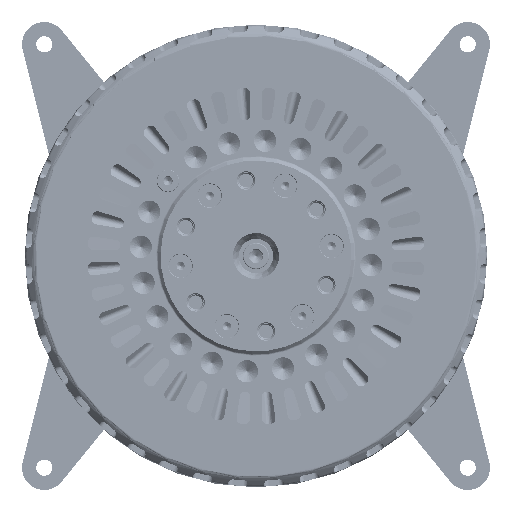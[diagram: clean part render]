
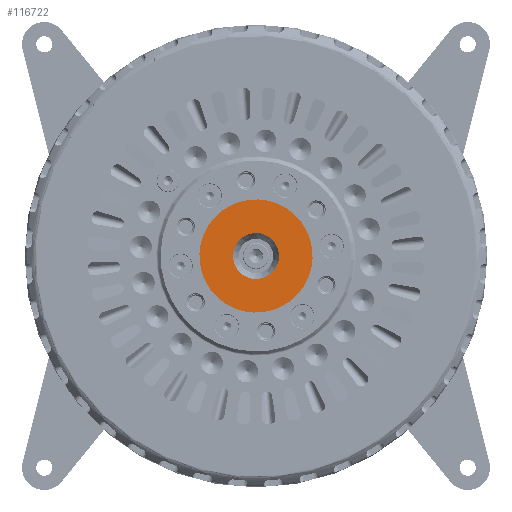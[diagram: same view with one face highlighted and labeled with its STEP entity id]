
A CAD part, left-side view. The second image highlights one B-rep face of the part: STEP entity #116722.
In plain terms, the highlighted planar face has unit normal (-1, 0, 0).
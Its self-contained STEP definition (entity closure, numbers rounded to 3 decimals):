
#5748 = VERTEX_POINT ( 'NONE', #104518 ) ;
#7579 = EDGE_LOOP ( 'NONE', ( #93897 ) ) ;
#8449 = DIRECTION ( 'NONE',  ( -1., 0., 0. ) ) ;
#12638 = CARTESIAN_POINT ( 'NONE',  ( -11.9, 0., 0. ) ) ;
#30977 = ORIENTED_EDGE ( 'NONE', *, *, #106119, .F. ) ;
#46565 = AXIS2_PLACEMENT_3D ( 'NONE', #165825, #90343, #163270 ) ;
#72058 = DIRECTION ( 'NONE',  ( -1., 0., 0. ) ) ;
#72347 = EDGE_LOOP ( 'NONE', ( #30977 ) ) ;
#86870 = DIRECTION ( 'NONE',  ( 0., -0.383, 0.924 ) ) ;
#90090 = CARTESIAN_POINT ( 'NONE',  ( -11.9, -10.811, 26.1 ) ) ;
#90343 = DIRECTION ( 'NONE',  ( 1., 0., 0. ) ) ;
#93897 = ORIENTED_EDGE ( 'NONE', *, *, #178423, .T. ) ;
#96493 = CIRCLE ( 'NONE', #146990, 11.329 ) ;
#97449 = VERTEX_POINT ( 'NONE', #90090 ) ;
#104518 = CARTESIAN_POINT ( 'NONE',  ( -11.9, -4.335, 10.467 ) ) ;
#106119 = EDGE_CURVE ( 'NONE', #5748, #5748, #96493, .T. ) ;
#116722 = ADVANCED_FACE ( 'NONE', ( #151305, #190523 ), #163902, .F. ) ;
#142106 = CARTESIAN_POINT ( 'NONE',  ( -11.9, 0., 0. ) ) ;
#142330 = AXIS2_PLACEMENT_3D ( 'NONE', #142106, #8449, #142751 ) ;
#142751 = DIRECTION ( 'NONE',  ( 0., -0.383, 0.924 ) ) ;
#146990 = AXIS2_PLACEMENT_3D ( 'NONE', #12638, #72058, #86870 ) ;
#151305 = FACE_BOUND ( 'NONE', #72347, .T. ) ;
#163270 = DIRECTION ( 'NONE',  ( 0., 0.383, -0.924 ) ) ;
#163902 = PLANE ( 'NONE',  #46565 ) ;
#165825 = CARTESIAN_POINT ( 'NONE',  ( -11.9, 26.1, 10.811 ) ) ;
#178423 = EDGE_CURVE ( 'NONE', #97449, #97449, #184095, .T. ) ;
#184095 = CIRCLE ( 'NONE', #142330, 28.25 ) ;
#190523 = FACE_OUTER_BOUND ( 'NONE', #7579, .T. ) ;
